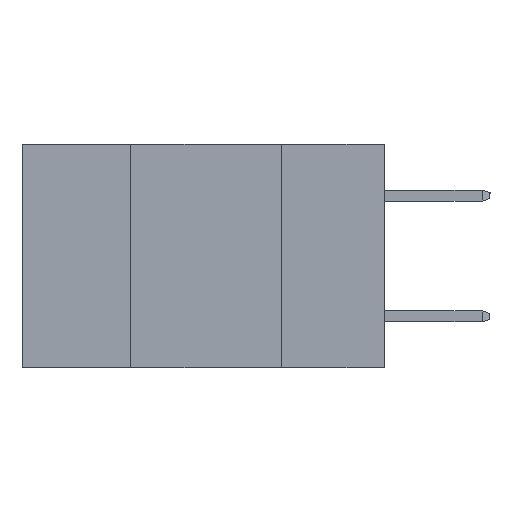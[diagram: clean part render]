
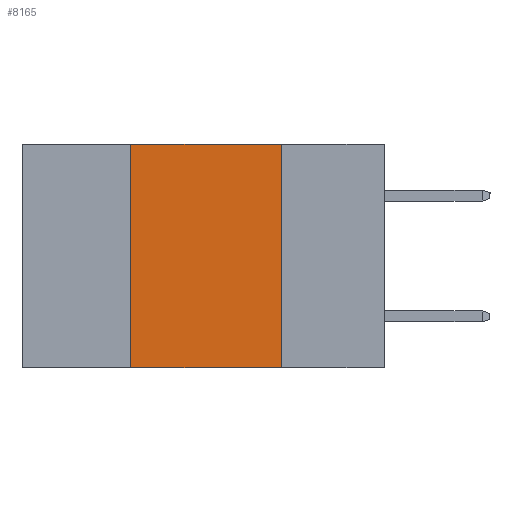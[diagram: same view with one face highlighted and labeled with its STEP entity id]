
A CAD part, left-side view. The second image highlights one B-rep face of the part: STEP entity #8165.
In plain terms, the highlighted planar face has unit normal (-1, 0, 0).
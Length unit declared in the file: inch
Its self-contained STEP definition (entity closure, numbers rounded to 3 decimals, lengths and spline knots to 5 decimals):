
#34 = DIRECTION ( 'NONE',  ( 0., -1., 0. ) ) ;
#51 = PLANE ( 'NONE',  #16410 ) ;
#219 = CARTESIAN_POINT ( 'NONE',  ( 0., 0.6, -0.37 ) ) ;
#390 = VECTOR ( 'NONE', #34, 39.37008 ) ;
#520 = VERTEX_POINT ( 'NONE', #5130 ) ;
#1031 = VERTEX_POINT ( 'NONE', #7150 ) ;
#2515 = DIRECTION ( 'NONE',  ( 0., 0., -1. ) ) ;
#3372 = DIRECTION ( 'NONE',  ( 0., 0., -1. ) ) ;
#4917 = EDGE_CURVE ( 'NONE', #8572, #520, #16364, .T. ) ;
#5130 = CARTESIAN_POINT ( 'NONE',  ( 0., 0.42, 0. ) ) ;
#5155 = EDGE_CURVE ( 'NONE', #520, #6648, #16610, .T. ) ;
#5476 = EDGE_LOOP ( 'NONE', ( #6390, #8657, #10822, #16260 ) ) ;
#6289 = CARTESIAN_POINT ( 'NONE',  ( 0., 0.42, -0.37 ) ) ;
#6390 = ORIENTED_EDGE ( 'NONE', *, *, #12549, .F. ) ;
#6648 = VERTEX_POINT ( 'NONE', #8929 ) ;
#7150 = CARTESIAN_POINT ( 'NONE',  ( 0., 0.17, -0.37 ) ) ;
#7556 = CARTESIAN_POINT ( 'NONE',  ( 0., 0.17, -0.37 ) ) ;
#8165 = ADVANCED_FACE ( 'NONE', ( #15351 ), #51, .F. ) ;
#8572 = VERTEX_POINT ( 'NONE', #6289 ) ;
#8657 = ORIENTED_EDGE ( 'NONE', *, *, #5155, .F. ) ;
#8929 = CARTESIAN_POINT ( 'NONE',  ( 0., 0.17, 0. ) ) ;
#9646 = DIRECTION ( 'NONE',  ( 0., 0., 1. ) ) ;
#10229 = CARTESIAN_POINT ( 'NONE',  ( 0., 0.6, 0. ) ) ;
#10822 = ORIENTED_EDGE ( 'NONE', *, *, #4917, .F. ) ;
#11403 = CARTESIAN_POINT ( 'NONE',  ( 0., 0.6, 0. ) ) ;
#11740 = LINE ( 'NONE', #219, #12110 ) ;
#12110 = VECTOR ( 'NONE', #13069, 39.37008 ) ;
#12549 = EDGE_CURVE ( 'NONE', #6648, #1031, #16545, .T. ) ;
#12781 = EDGE_CURVE ( 'NONE', #8572, #1031, #11740, .T. ) ;
#13069 = DIRECTION ( 'NONE',  ( 0., -1., 0. ) ) ;
#13701 = VECTOR ( 'NONE', #3372, 39.37008 ) ;
#14061 = VECTOR ( 'NONE', #9646, 39.37008 ) ;
#14091 = DIRECTION ( 'NONE',  ( 1., 0., 0. ) ) ;
#15351 = FACE_OUTER_BOUND ( 'NONE', #5476, .T. ) ;
#16124 = CARTESIAN_POINT ( 'NONE',  ( 0., 0.42, -0.37 ) ) ;
#16260 = ORIENTED_EDGE ( 'NONE', *, *, #12781, .T. ) ;
#16364 = LINE ( 'NONE', #16124, #14061 ) ;
#16410 = AXIS2_PLACEMENT_3D ( 'NONE', #10229, #14091, #2515 ) ;
#16545 = LINE ( 'NONE', #7556, #13701 ) ;
#16610 = LINE ( 'NONE', #11403, #390 ) ;
